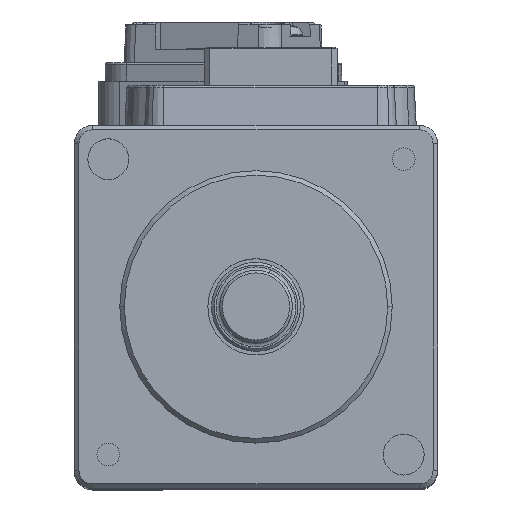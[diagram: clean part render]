
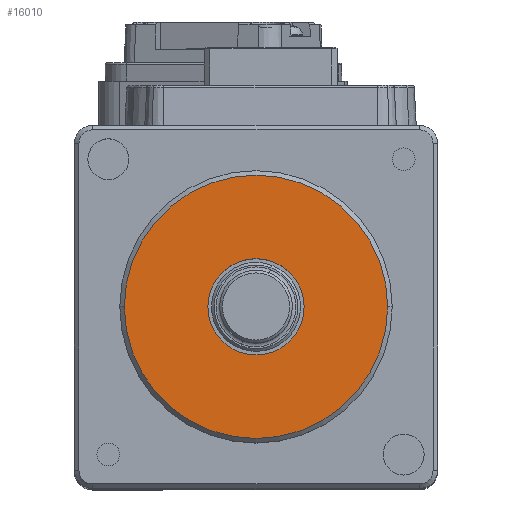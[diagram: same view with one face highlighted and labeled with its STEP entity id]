
A CAD part, top view. The second image highlights one B-rep face of the part: STEP entity #16010.
In plain terms, the highlighted planar face has unit normal (0, 0, 1).
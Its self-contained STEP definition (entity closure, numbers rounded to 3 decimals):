
#6135 = CARTESIAN_POINT ( 'NONE',  ( 0., 0., 36. ) ) ;
#6210 = DIRECTION ( 'NONE',  ( 0., 0., 1. ) ) ;
#6226 = DIRECTION ( 'NONE',  ( 1., 0., 0. ) ) ;
#6609 = CARTESIAN_POINT ( 'NONE',  ( 0., 0., 36. ) ) ;
#6613 = DIRECTION ( 'NONE',  ( 0., 0., 1. ) ) ;
#6619 = DIRECTION ( 'NONE',  ( 1., 0., 0. ) ) ;
#6672 = CARTESIAN_POINT ( 'NONE',  ( 0., 0., 36. ) ) ;
#6693 = DIRECTION ( 'NONE',  ( 1., 0., 0. ) ) ;
#6740 = DIRECTION ( 'NONE',  ( 0., 0., 1. ) ) ;
#6778 = CARTESIAN_POINT ( 'NONE',  ( 0., 0., 36. ) ) ;
#6800 = DIRECTION ( 'NONE',  ( 1., 0., 0. ) ) ;
#6856 = DIRECTION ( 'NONE',  ( 0., 0., 1. ) ) ;
#16010 = ADVANCED_FACE ( 'NONE', ( #19532, #19494 ), #19512, .T. ) ;
#18021 = AXIS2_PLACEMENT_3D ( 'NONE', #19489, #19514, #19475 ) ;
#19475 = DIRECTION ( 'NONE',  ( 1., 0., 0. ) ) ;
#19489 = CARTESIAN_POINT ( 'NONE',  ( 0., -44.141, 36. ) ) ;
#19494 = FACE_BOUND ( 'NONE', #63957, .T. ) ;
#19512 = PLANE ( 'NONE',  #18021 ) ;
#19514 = DIRECTION ( 'NONE',  ( 0., 0., 1. ) ) ;
#19532 = FACE_OUTER_BOUND ( 'NONE', #64036, .T. ) ;
#20546 = EDGE_CURVE ( 'NONE', #60535, #60559, #37794, .T. ) ;
#20575 = EDGE_CURVE ( 'NONE', #60599, #60442, #37778, .T. ) ;
#20584 = EDGE_CURVE ( 'NONE', #60442, #60599, #37764, .T. ) ;
#20602 = EDGE_CURVE ( 'NONE', #60559, #60535, #36140, .T. ) ;
#36140 = CIRCLE ( 'NONE', #36191, 5.3 ) ;
#36191 = AXIS2_PLACEMENT_3D ( 'NONE', #6778, #6856, #6800 ) ;
#37764 = CIRCLE ( 'NONE', #37766, 14.5 ) ;
#37766 = AXIS2_PLACEMENT_3D ( 'NONE', #6672, #6740, #6693 ) ;
#37778 = CIRCLE ( 'NONE', #37820, 14.5 ) ;
#37794 = CIRCLE ( 'NONE', #37817, 5.3 ) ;
#37817 = AXIS2_PLACEMENT_3D ( 'NONE', #6135, #6210, #6226 ) ;
#37820 = AXIS2_PLACEMENT_3D ( 'NONE', #6609, #6613, #6619 ) ;
#47685 = ORIENTED_EDGE ( 'NONE', *, *, #20546, .F. ) ;
#47692 = ORIENTED_EDGE ( 'NONE', *, *, #20602, .F. ) ;
#47731 = ORIENTED_EDGE ( 'NONE', *, *, #20584, .T. ) ;
#47745 = ORIENTED_EDGE ( 'NONE', *, *, #20575, .T. ) ;
#51604 = CARTESIAN_POINT ( 'NONE',  ( -14.5, 0., 36. ) ) ;
#51720 = CARTESIAN_POINT ( 'NONE',  ( 5.3, 0., 36. ) ) ;
#51756 = CARTESIAN_POINT ( 'NONE',  ( 14.5, 0., 36. ) ) ;
#51759 = CARTESIAN_POINT ( 'NONE',  ( -5.3, 0., 36. ) ) ;
#60442 = VERTEX_POINT ( 'NONE', #51604 ) ;
#60535 = VERTEX_POINT ( 'NONE', #51759 ) ;
#60559 = VERTEX_POINT ( 'NONE', #51720 ) ;
#60599 = VERTEX_POINT ( 'NONE', #51756 ) ;
#63957 = EDGE_LOOP ( 'NONE', ( #47692, #47685 ) ) ;
#64036 = EDGE_LOOP ( 'NONE', ( #47731, #47745 ) ) ;
